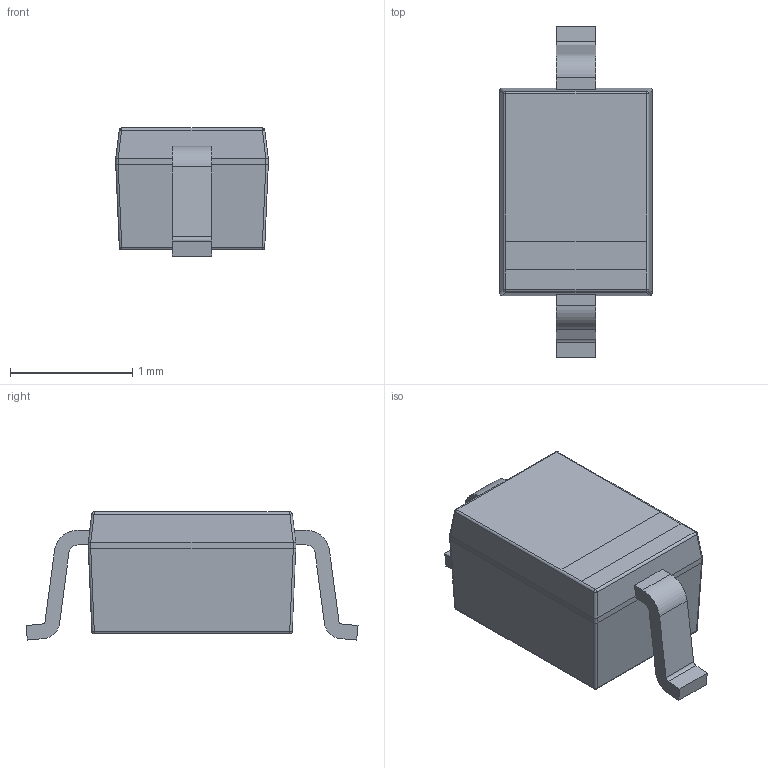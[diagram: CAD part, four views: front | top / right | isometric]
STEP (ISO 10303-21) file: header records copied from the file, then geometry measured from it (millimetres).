
FILE_DESCRIPTION(/* description */ (''),/* implementation_level */ '2;1');
FILE_NAME(/* name */ 'SOD-323.step',/* time_stamp */ '2020-02-04T13:09:58+00:00',/* author */ (''),/* organization */ (''),/* preprocessor_version */ 'ST-DEVELOPER v18',/* originating_system */ 'Autodesk Translation Framework v8.12.0.6',/* authorisation */ '');
FILE_SCHEMA (('AUTOMOTIVE_DESIGN { 1 0 10303 214 3 1 1 }'));
Length unit declared in the file: millimetre
Products named in the file (1): SOD-323
Bounding box: 1.25 x 2.72 x 1.05 mm (x, y, z)
Volume: 2.1 mm3; surface area: 11.6 mm2
Topology: 1 solids, 1 shells, 70 faces, 180 edges, 112 vertices
Faces by surface type: plane 34, cylinder 28, sphere 8
Entity records: 2181 total; most frequent: DIRECTION 370, CARTESIAN_POINT 363, ORIENTED_EDGE 360, EDGE_CURVE 180, LINE 132, VECTOR 132, AXIS2_PLACEMENT_3D 119, VERTEX_POINT 112
